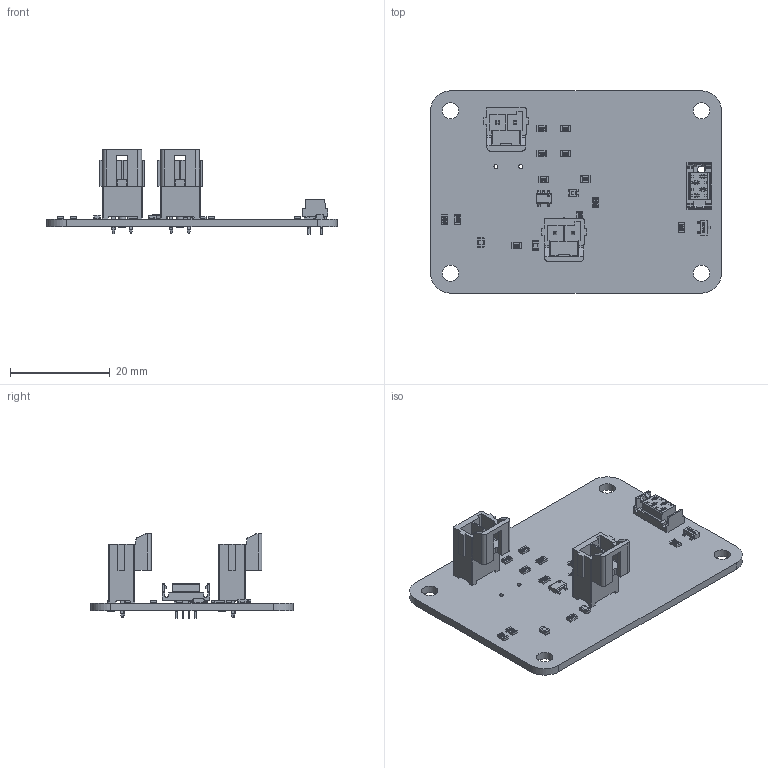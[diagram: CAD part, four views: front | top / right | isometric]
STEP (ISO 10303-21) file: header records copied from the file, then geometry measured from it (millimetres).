
FILE_DESCRIPTION(('FreeCAD Model'),'2;1');
FILE_NAME('TSAL v21.step' ,'2018-04-24T23:00:02',('kicad StepUp'),('ksu MCAD'), 'Open CASCADE STEP processor 6.8','FreeCAD','Unknown');
FILE_SCHEMA(('AUTOMOTIVE_DESIGN_CC2 { 1 2 10303 214 -1 1 5 4 }'));
Length unit declared in the file: millimetre
Products named in the file (21): Pcb; LED_0805_Base_GREEN001_sp_; C_0805_; C_0805_001; Ultrafit-2_; Ultrafit-2_001; SOT-23_; res0805_; res0805_001; res0805_002; res0805_003; res0805_004; res0805_005; res0805_006; res0805_007; res0805_008; res0805_009; res0805_010; SOT23_5_; micromatch_vert4_; res0805_011
Bounding box: 58.42 x 40.64 x 17.05 mm (x, y, z)
Volume: 4632.6 mm3; surface area: 7203.3 mm2
Topology: 19 solids, 103 shells, 1794 faces, 5124 edges, 3446 vertices
Faces by surface type: plane 990, cylinder 482, bspline 126, sphere 100, torus 96
Full cylindrical faces by diameter (mm): 0.392 x1, 0.8 x6, 1.02 x4, 1.5 x1, 1.6 x2, 3.277 x4
Entity records: 72161 total; most frequent: CARTESIAN_POINT 19215, ORIENTED_EDGE 9704, DIRECTION 8612, EDGE_CURVE 5012, VERTEX_POINT 3446, LINE 3082, VECTOR 3082, AXIS2_PLACEMENT_3D 2765
